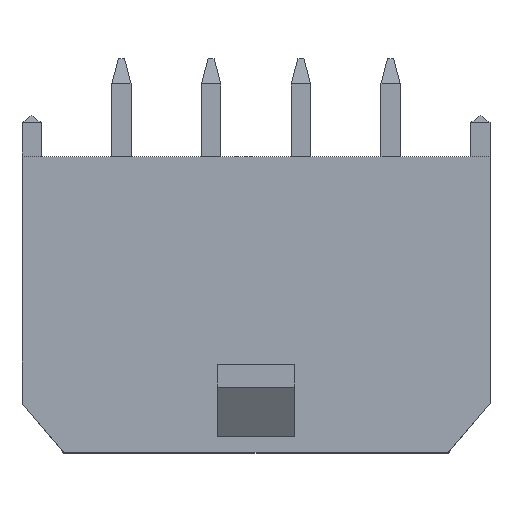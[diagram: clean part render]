
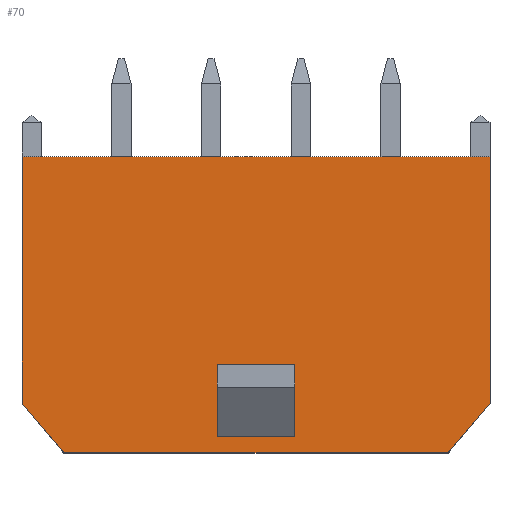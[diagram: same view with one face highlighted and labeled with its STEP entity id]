
A CAD part, top view. The second image highlights one B-rep face of the part: STEP entity #70.
In plain terms, the highlighted planar face has unit normal (0, 0, 1).
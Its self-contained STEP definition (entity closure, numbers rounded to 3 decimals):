
#47=FACE_BOUND('',#528,.T.);
#48=FACE_BOUND('',#529,.T.);
#70=ADVANCED_FACE('',(#47,#48),#222,.T.);
#222=PLANE('',#2657);
#528=EDGE_LOOP('',(#788,#789,#790,#791,#792,#793));
#529=EDGE_LOOP('',(#794,#795,#796,#797));
#788=ORIENTED_EDGE('',*,*,#1665,.F.);
#789=ORIENTED_EDGE('',*,*,#1669,.F.);
#790=ORIENTED_EDGE('',*,*,#1638,.T.);
#791=ORIENTED_EDGE('',*,*,#1695,.T.);
#792=ORIENTED_EDGE('',*,*,#1661,.F.);
#793=ORIENTED_EDGE('',*,*,#1690,.F.);
#794=ORIENTED_EDGE('',*,*,#1696,.T.);
#795=ORIENTED_EDGE('',*,*,#1697,.T.);
#796=ORIENTED_EDGE('',*,*,#1698,.F.);
#797=ORIENTED_EDGE('',*,*,#1699,.F.);
#1409=VERTEX_POINT('',#3540);
#1412=VERTEX_POINT('',#3547);
#1431=VERTEX_POINT('',#3589);
#1434=VERTEX_POINT('',#3594);
#1435=VERTEX_POINT('',#3598);
#1438=VERTEX_POINT('',#3603);
#1463=VERTEX_POINT('',#3663);
#1464=VERTEX_POINT('',#3664);
#1465=VERTEX_POINT('',#3666);
#1466=VERTEX_POINT('',#3668);
#1638=EDGE_CURVE('',#1409,#1412,#1989,.T.);
#1661=EDGE_CURVE('',#1434,#1431,#2012,.T.);
#1665=EDGE_CURVE('',#1438,#1435,#2016,.T.);
#1669=EDGE_CURVE('',#1409,#1438,#2020,.T.);
#1690=EDGE_CURVE('',#1435,#1434,#2041,.T.);
#1695=EDGE_CURVE('',#1412,#1431,#2046,.T.);
#1696=EDGE_CURVE('',#1463,#1464,#2047,.T.);
#1697=EDGE_CURVE('',#1464,#1465,#2048,.T.);
#1698=EDGE_CURVE('',#1466,#1465,#2049,.T.);
#1699=EDGE_CURVE('',#1463,#1466,#2050,.T.);
#1989=LINE('',#3548,#2340);
#2012=LINE('',#3595,#2363);
#2016=LINE('',#3604,#2367);
#2020=LINE('',#3612,#2371);
#2041=LINE('',#3653,#2392);
#2046=LINE('',#3661,#2397);
#2047=LINE('',#3662,#2398);
#2048=LINE('',#3665,#2399);
#2049=LINE('',#3667,#2400);
#2050=LINE('',#3669,#2401);
#2340=VECTOR('',#2860,1.);
#2363=VECTOR('',#2887,1.);
#2367=VECTOR('',#2893,1.);
#2371=VECTOR('',#2899,1.);
#2392=VECTOR('',#2922,1.);
#2397=VECTOR('',#2929,1.);
#2398=VECTOR('',#2930,1.);
#2399=VECTOR('',#2931,1.);
#2400=VECTOR('',#2932,1.);
#2401=VECTOR('',#2933,1.);
#2657=AXIS2_PLACEMENT_3D('',#3670,#2934,#2935);
#2860=DIRECTION('',(-1.,0.,0.));
#2887=DIRECTION('',(-0.643,0.766,0.));
#2893=DIRECTION('',(-0.643,-0.766,0.));
#2899=DIRECTION('',(0.,-1.,0.));
#2922=DIRECTION('',(-1.,0.,0.));
#2929=DIRECTION('',(0.,-1.,0.));
#2930=DIRECTION('',(-1.,0.,0.));
#2931=DIRECTION('',(0.,1.,0.));
#2932=DIRECTION('',(-1.,0.,0.));
#2933=DIRECTION('',(0.,1.,0.));
#2934=DIRECTION('',(0.,0.,1.));
#2935=DIRECTION('',(1.,0.,0.));
#3540=CARTESIAN_POINT('',(7.825,9.9,3.86));
#3547=CARTESIAN_POINT('',(-7.825,9.9,3.86));
#3548=CARTESIAN_POINT('',(7.825,9.9,3.86));
#3589=CARTESIAN_POINT('',(-7.825,1.668,3.86));
#3594=CARTESIAN_POINT('',(-6.425,0.,3.86));
#3595=CARTESIAN_POINT('',(-6.425,0.,3.86));
#3598=CARTESIAN_POINT('',(6.425,0.,3.86));
#3603=CARTESIAN_POINT('',(7.825,1.668,3.86));
#3604=CARTESIAN_POINT('',(7.825,1.668,3.86));
#3612=CARTESIAN_POINT('',(7.825,9.9,3.86));
#3653=CARTESIAN_POINT('',(7.825,0.,3.86));
#3661=CARTESIAN_POINT('',(-7.825,9.9,3.86));
#3662=CARTESIAN_POINT('',(1.3,0.54,3.86));
#3663=CARTESIAN_POINT('',(1.3,0.54,3.86));
#3664=CARTESIAN_POINT('',(-1.3,0.54,3.86));
#3665=CARTESIAN_POINT('',(-1.3,0.54,3.86));
#3666=CARTESIAN_POINT('',(-1.3,2.95,3.86));
#3667=CARTESIAN_POINT('',(1.3,2.95,3.86));
#3668=CARTESIAN_POINT('',(1.3,2.95,3.86));
#3669=CARTESIAN_POINT('',(1.3,0.54,3.86));
#3670=CARTESIAN_POINT('',(7.825,9.9,3.86));
